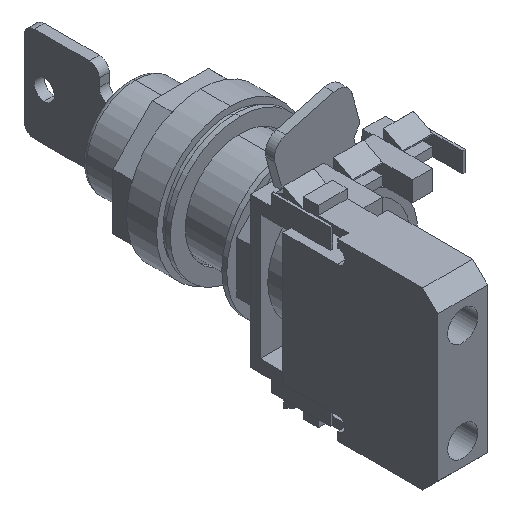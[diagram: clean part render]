
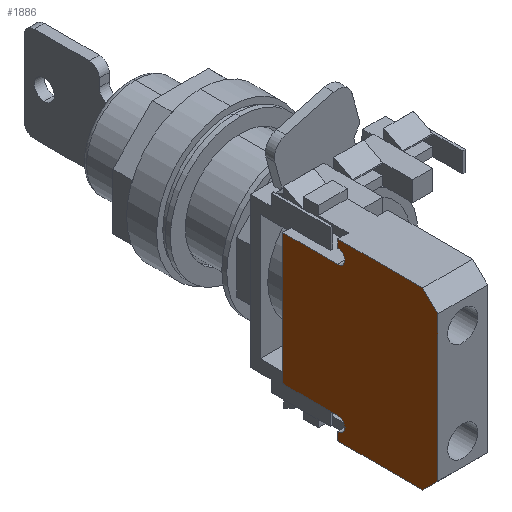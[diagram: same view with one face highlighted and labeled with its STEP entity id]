
A CAD part, isometric view. The second image highlights one B-rep face of the part: STEP entity #1886.
In plain terms, the highlighted planar face has unit normal (-1, 0, 0).
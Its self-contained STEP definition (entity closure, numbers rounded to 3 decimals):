
#168 = CARTESIAN_POINT ( 'NONE',  ( -15., -12.7, -13.1 ) ) ;
#171 = EDGE_CURVE ( 'NONE', #6142, #6594, #7547, .T. ) ;
#231 = LINE ( 'NONE', #1036, #2054 ) ;
#328 = ORIENTED_EDGE ( 'NONE', *, *, #776, .F. ) ;
#481 = CARTESIAN_POINT ( 'NONE',  ( -15., -12.7, -13.1 ) ) ;
#488 = DIRECTION ( 'NONE',  ( 0., -0.707, 0.707 ) ) ;
#500 = CARTESIAN_POINT ( 'NONE',  ( -15., -23.7, -17.5 ) ) ;
#533 = LINE ( 'NONE', #1389, #5144 ) ;
#613 = CARTESIAN_POINT ( 'NONE',  ( -15., -43.7, -14.5 ) ) ;
#626 = ORIENTED_EDGE ( 'NONE', *, *, #6028, .T. ) ;
#694 = LINE ( 'NONE', #1781, #4820 ) ;
#750 = DIRECTION ( 'NONE',  ( 0., -1., 0. ) ) ;
#776 = EDGE_CURVE ( 'NONE', #1095, #5320, #7267, .T. ) ;
#855 = DIRECTION ( 'NONE',  ( 0., -1., 0. ) ) ;
#955 = DIRECTION ( 'NONE',  ( -1., 0., 0. ) ) ;
#1001 = ORIENTED_EDGE ( 'NONE', *, *, #171, .T. ) ;
#1036 = CARTESIAN_POINT ( 'NONE',  ( -15., -12.7, 13.1 ) ) ;
#1091 = LINE ( 'NONE', #3717, #1181 ) ;
#1095 = VERTEX_POINT ( 'NONE', #2236 ) ;
#1181 = VECTOR ( 'NONE', #7018, 1000. ) ;
#1223 = DIRECTION ( 'NONE',  ( 0., 0., -1. ) ) ;
#1372 = LINE ( 'NONE', #168, #5802 ) ;
#1389 = CARTESIAN_POINT ( 'NONE',  ( -15., -29.1, 29.1 ) ) ;
#1422 = EDGE_CURVE ( 'NONE', #6261, #7131, #5036, .T. ) ;
#1429 = DIRECTION ( 'NONE',  ( 0., 1., 0. ) ) ;
#1455 = AXIS2_PLACEMENT_3D ( 'NONE', #7756, #955, #4059 ) ;
#1619 = VECTOR ( 'NONE', #1223, 1000. ) ;
#1703 = VECTOR ( 'NONE', #6115, 1000. ) ;
#1709 = CARTESIAN_POINT ( 'NONE',  ( -15., -12.7, -13.1 ) ) ;
#1781 = CARTESIAN_POINT ( 'NONE',  ( -15., -29.1, -29.1 ) ) ;
#1859 = LINE ( 'NONE', #6086, #4946 ) ;
#1877 = DIRECTION ( 'NONE',  ( 0., -1., 0. ) ) ;
#1886 = ADVANCED_FACE ( 'NONE', ( #1939 ), #7064, .T. ) ;
#1939 = FACE_OUTER_BOUND ( 'NONE', #5931, .T. ) ;
#2054 = VECTOR ( 'NONE', #3451, 1000. ) ;
#2070 = VECTOR ( 'NONE', #1429, 1000. ) ;
#2187 = EDGE_CURVE ( 'NONE', #5464, #6718, #694, .T. ) ;
#2221 = ORIENTED_EDGE ( 'NONE', *, *, #4294, .T. ) ;
#2236 = CARTESIAN_POINT ( 'NONE',  ( -15., -25.1, -14.5 ) ) ;
#2499 = VERTEX_POINT ( 'NONE', #4671 ) ;
#2563 = ORIENTED_EDGE ( 'NONE', *, *, #4493, .T. ) ;
#2731 = EDGE_CURVE ( 'NONE', #7131, #2499, #4906, .T. ) ;
#2819 = VERTEX_POINT ( 'NONE', #7958 ) ;
#3100 = EDGE_CURVE ( 'NONE', #7517, #7456, #5630, .T. ) ;
#3145 = ORIENTED_EDGE ( 'NONE', *, *, #6136, .T. ) ;
#3265 = AXIS2_PLACEMENT_3D ( 'NONE', #7394, #5471, #1877 ) ;
#3292 = CARTESIAN_POINT ( 'NONE',  ( -15., -23.7, -14.5 ) ) ;
#3303 = CIRCLE ( 'NONE', #6024, 1.4 ) ;
#3341 = DIRECTION ( 'NONE',  ( 0., -1., 0. ) ) ;
#3451 = DIRECTION ( 'NONE',  ( 0., 1., 0. ) ) ;
#3635 = DIRECTION ( 'NONE',  ( 0., 0., -1. ) ) ;
#3642 = ORIENTED_EDGE ( 'NONE', *, *, #6422, .T. ) ;
#3672 = ORIENTED_EDGE ( 'NONE', *, *, #3100, .T. ) ;
#3710 = CARTESIAN_POINT ( 'NONE',  ( -15., -23.7, 17.5 ) ) ;
#3717 = CARTESIAN_POINT ( 'NONE',  ( -15., -43.7, -13.1 ) ) ;
#3798 = ORIENTED_EDGE ( 'NONE', *, *, #2187, .T. ) ;
#3817 = EDGE_CURVE ( 'NONE', #2819, #7517, #533, .T. ) ;
#3978 = DIRECTION ( 'NONE',  ( -1., 0., 0. ) ) ;
#4027 = CARTESIAN_POINT ( 'NONE',  ( -15., 0., 0. ) ) ;
#4059 = DIRECTION ( 'NONE',  ( 0., -1., 0. ) ) ;
#4287 = AXIS2_PLACEMENT_3D ( 'NONE', #4027, #3978, #6492 ) ;
#4294 = EDGE_CURVE ( 'NONE', #7456, #2499, #1859, .T. ) ;
#4331 = CARTESIAN_POINT ( 'NONE',  ( -15., -12.7, 13.1 ) ) ;
#4414 = LINE ( 'NONE', #7365, #1619 ) ;
#4429 = ORIENTED_EDGE ( 'NONE', *, *, #3817, .T. ) ;
#4467 = DIRECTION ( 'NONE',  ( -1., 0., 0. ) ) ;
#4493 = EDGE_CURVE ( 'NONE', #5095, #5464, #6432, .T. ) ;
#4522 = DIRECTION ( 'NONE',  ( -1., 0., 0. ) ) ;
#4558 = VECTOR ( 'NONE', #7925, 1000. ) ;
#4590 = CARTESIAN_POINT ( 'NONE',  ( -15., -23.7, -15.9 ) ) ;
#4596 = CARTESIAN_POINT ( 'NONE',  ( -15., -40.7, 17.5 ) ) ;
#4671 = CARTESIAN_POINT ( 'NONE',  ( -15., -23.7, 15.9 ) ) ;
#4736 = ORIENTED_EDGE ( 'NONE', *, *, #6238, .T. ) ;
#4820 = VECTOR ( 'NONE', #488, 1000. ) ;
#4906 = CIRCLE ( 'NONE', #3265, 1.4 ) ;
#4946 = VECTOR ( 'NONE', #3635, 1000. ) ;
#5036 = CIRCLE ( 'NONE', #5682, 1.4 ) ;
#5095 = VERTEX_POINT ( 'NONE', #500 ) ;
#5144 = VECTOR ( 'NONE', #5633, 1000. ) ;
#5320 = VERTEX_POINT ( 'NONE', #6869 ) ;
#5464 = VERTEX_POINT ( 'NONE', #6400 ) ;
#5471 = DIRECTION ( 'NONE',  ( -1., 0., 0. ) ) ;
#5539 = CARTESIAN_POINT ( 'NONE',  ( -15., -25.1, 14.5 ) ) ;
#5630 = LINE ( 'NONE', #3710, #2070 ) ;
#5633 = DIRECTION ( 'NONE',  ( 0., 0.707, 0.707 ) ) ;
#5682 = AXIS2_PLACEMENT_3D ( 'NONE', #5782, #4467, #3341 ) ;
#5730 = CARTESIAN_POINT ( 'NONE',  ( -15., -23.7, 17.5 ) ) ;
#5732 = VERTEX_POINT ( 'NONE', #4590 ) ;
#5782 = CARTESIAN_POINT ( 'NONE',  ( -15., -23.7, 14.5 ) ) ;
#5802 = VECTOR ( 'NONE', #750, 1000. ) ;
#5846 = ORIENTED_EDGE ( 'NONE', *, *, #6331, .F. ) ;
#5931 = EDGE_LOOP ( 'NONE', ( #2563, #3798, #4736, #4429, #3672, #2221, #7465, #6627, #3642, #1001, #3145, #328, #5846, #626 ) ) ;
#6024 = AXIS2_PLACEMENT_3D ( 'NONE', #3292, #4522, #855 ) ;
#6028 = EDGE_CURVE ( 'NONE', #5732, #5095, #4414, .T. ) ;
#6086 = CARTESIAN_POINT ( 'NONE',  ( -15., -23.7, -17.5 ) ) ;
#6115 = DIRECTION ( 'NONE',  ( 0., -1., 0. ) ) ;
#6136 = EDGE_CURVE ( 'NONE', #6594, #5320, #1372, .T. ) ;
#6142 = VERTEX_POINT ( 'NONE', #4331 ) ;
#6144 = CARTESIAN_POINT ( 'NONE',  ( -15., -23.7, -17.5 ) ) ;
#6238 = EDGE_CURVE ( 'NONE', #6718, #2819, #1091, .T. ) ;
#6261 = VERTEX_POINT ( 'NONE', #6340 ) ;
#6331 = EDGE_CURVE ( 'NONE', #5732, #1095, #3303, .T. ) ;
#6340 = CARTESIAN_POINT ( 'NONE',  ( -15., -23.7, 13.1 ) ) ;
#6400 = CARTESIAN_POINT ( 'NONE',  ( -15., -40.7, -17.5 ) ) ;
#6422 = EDGE_CURVE ( 'NONE', #6261, #6142, #231, .T. ) ;
#6432 = LINE ( 'NONE', #6144, #1703 ) ;
#6492 = DIRECTION ( 'NONE',  ( 0., -1., 0. ) ) ;
#6594 = VERTEX_POINT ( 'NONE', #481 ) ;
#6627 = ORIENTED_EDGE ( 'NONE', *, *, #1422, .F. ) ;
#6718 = VERTEX_POINT ( 'NONE', #613 ) ;
#6869 = CARTESIAN_POINT ( 'NONE',  ( -15., -23.7, -13.1 ) ) ;
#7018 = DIRECTION ( 'NONE',  ( 0., 0., 1. ) ) ;
#7064 = PLANE ( 'NONE',  #4287 ) ;
#7131 = VERTEX_POINT ( 'NONE', #5539 ) ;
#7267 = CIRCLE ( 'NONE', #1455, 1.4 ) ;
#7365 = CARTESIAN_POINT ( 'NONE',  ( -15., -23.7, -17.5 ) ) ;
#7394 = CARTESIAN_POINT ( 'NONE',  ( -15., -23.7, 14.5 ) ) ;
#7456 = VERTEX_POINT ( 'NONE', #5730 ) ;
#7465 = ORIENTED_EDGE ( 'NONE', *, *, #2731, .F. ) ;
#7517 = VERTEX_POINT ( 'NONE', #4596 ) ;
#7547 = LINE ( 'NONE', #1709, #4558 ) ;
#7756 = CARTESIAN_POINT ( 'NONE',  ( -15., -23.7, -14.5 ) ) ;
#7925 = DIRECTION ( 'NONE',  ( 0., 0., -1. ) ) ;
#7958 = CARTESIAN_POINT ( 'NONE',  ( -15., -43.7, 14.5 ) ) ;
